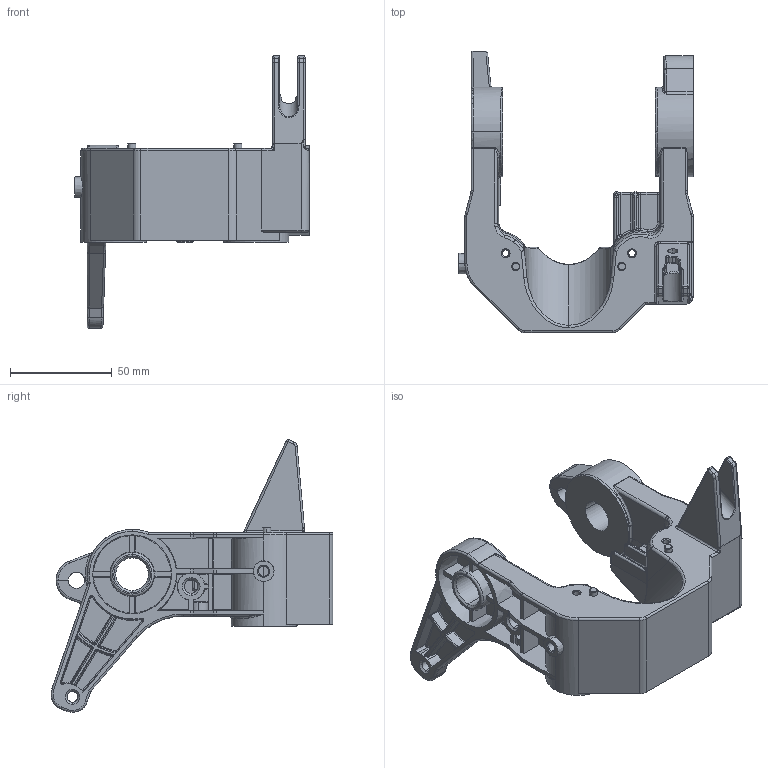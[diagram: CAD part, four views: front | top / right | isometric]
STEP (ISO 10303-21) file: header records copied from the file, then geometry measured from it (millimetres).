
FILE_DESCRIPTION (( 'STEP AP203' ), '1' );
FILE_NAME ('角度座.STEP', '2018-09-17T04:28:40', ( 'soft' ), ( '' ), 'SwSTEP 2.0', 'SolidWorks 2018', '' );
FILE_SCHEMA (( 'CONFIG_CONTROL_DESIGN' ));
Length unit declared in the file: millimetre
Products named in the file (1): 角度座
Bounding box: 115 x 138.3 x 133.81 mm (x, y, z)
Volume: 130980.9 mm3; surface area: 82728.1 mm2
Topology: 1 solids, 1 shells, 970 faces, 2428 edges, 1447 vertices
Faces by surface type: cylinder 292, plane 236, bspline 224, torus 86, cone 81, sphere 51
Entity records: 35352 total; most frequent: CARTESIAN_POINT 14285, ORIENTED_EDGE 4802, DIRECTION 4074, EDGE_CURVE 2401, AXIS2_PLACEMENT_3D 1634, VERTEX_POINT 1442, EDGE_LOOP 1005, ADVANCED_FACE 970
